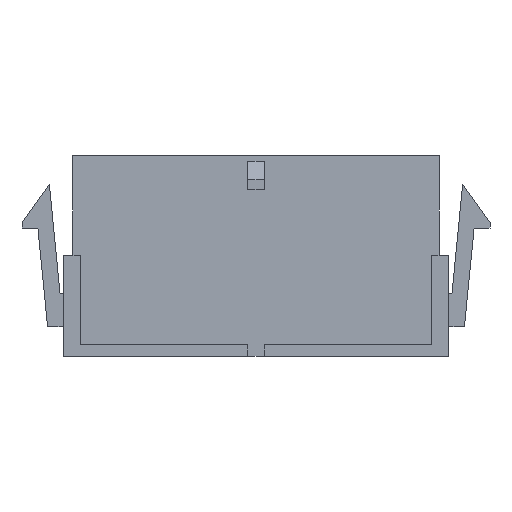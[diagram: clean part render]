
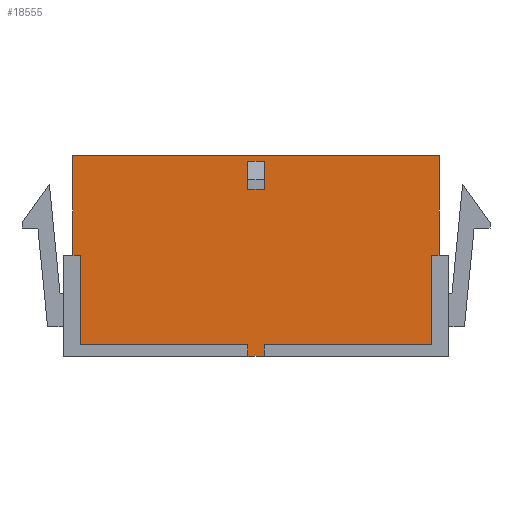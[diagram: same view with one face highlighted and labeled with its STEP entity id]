
A CAD part, front view. The second image highlights one B-rep face of the part: STEP entity #18555.
In plain terms, the highlighted planar face has unit normal (0, -1, 0).
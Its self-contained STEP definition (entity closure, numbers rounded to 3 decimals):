
#1678=ORIENTED_EDGE('',*,*,#6971,.T.);
#1679=ORIENTED_EDGE('',*,*,#6972,.T.);
#1680=ORIENTED_EDGE('',*,*,#6973,.F.);
#1681=ORIENTED_EDGE('',*,*,#6974,.F.);
#1682=ORIENTED_EDGE('',*,*,#6967,.T.);
#1683=ORIENTED_EDGE('',*,*,#5745,.T.);
#1684=ORIENTED_EDGE('',*,*,#6960,.F.);
#1685=ORIENTED_EDGE('',*,*,#6975,.F.);
#1686=ORIENTED_EDGE('',*,*,#6976,.T.);
#1687=ORIENTED_EDGE('',*,*,#6977,.T.);
#1688=ORIENTED_EDGE('',*,*,#6978,.T.);
#1689=ORIENTED_EDGE('',*,*,#6979,.F.);
#1690=ORIENTED_EDGE('',*,*,#6980,.F.);
#1691=ORIENTED_EDGE('',*,*,#6981,.F.);
#1692=ORIENTED_EDGE('',*,*,#6982,.T.);
#1693=ORIENTED_EDGE('',*,*,#6983,.T.);
#5745=EDGE_CURVE('',#8458,#8456,#10215,.T.);
#6960=EDGE_CURVE('',#9537,#8456,#11392,.T.);
#6967=EDGE_CURVE('',#9544,#8458,#11399,.T.);
#6971=EDGE_CURVE('',#9547,#9548,#11403,.T.);
#6972=EDGE_CURVE('',#9548,#9549,#11404,.T.);
#6973=EDGE_CURVE('',#9550,#9549,#11405,.T.);
#6974=EDGE_CURVE('',#9544,#9550,#11406,.T.);
#6975=EDGE_CURVE('',#9551,#9537,#11407,.T.);
#6976=EDGE_CURVE('',#9551,#9552,#11408,.T.);
#6977=EDGE_CURVE('',#9552,#9553,#11409,.T.);
#6978=EDGE_CURVE('',#9553,#9554,#11410,.T.);
#6979=EDGE_CURVE('',#9547,#9554,#11411,.T.);
#6980=EDGE_CURVE('',#9555,#9556,#11412,.T.);
#6981=EDGE_CURVE('',#9557,#9555,#11413,.T.);
#6982=EDGE_CURVE('',#9557,#9558,#11414,.T.);
#6983=EDGE_CURVE('',#9558,#9556,#11415,.T.);
#8456=VERTEX_POINT('',#25582);
#8458=VERTEX_POINT('',#25585);
#9537=VERTEX_POINT('',#28032);
#9544=VERTEX_POINT('',#28048);
#9547=VERTEX_POINT('',#28056);
#9548=VERTEX_POINT('',#28057);
#9549=VERTEX_POINT('',#28059);
#9550=VERTEX_POINT('',#28061);
#9551=VERTEX_POINT('',#28064);
#9552=VERTEX_POINT('',#28066);
#9553=VERTEX_POINT('',#28068);
#9554=VERTEX_POINT('',#28070);
#9555=VERTEX_POINT('',#28073);
#9556=VERTEX_POINT('',#28074);
#9557=VERTEX_POINT('',#28076);
#9558=VERTEX_POINT('',#28078);
#10215=LINE('',#25584,#12854);
#11392=LINE('',#28033,#14031);
#11399=LINE('',#28047,#14038);
#11403=LINE('',#28055,#14042);
#11404=LINE('',#28058,#14043);
#11405=LINE('',#28060,#14044);
#11406=LINE('',#28062,#14045);
#11407=LINE('',#28063,#14046);
#11408=LINE('',#28065,#14047);
#11409=LINE('',#28067,#14048);
#11410=LINE('',#28069,#14049);
#11411=LINE('',#28071,#14050);
#11412=LINE('',#28072,#14051);
#11413=LINE('',#28075,#14052);
#11414=LINE('',#28077,#14053);
#11415=LINE('',#28079,#14054);
#12854=VECTOR('',#20654,1000.);
#14031=VECTOR('',#22215,1000.);
#14038=VECTOR('',#22224,1000.);
#14042=VECTOR('',#22230,1000.);
#14043=VECTOR('',#22231,1000.);
#14044=VECTOR('',#22232,1000.);
#14045=VECTOR('',#22233,1000.);
#14046=VECTOR('',#22234,1000.);
#14047=VECTOR('',#22235,1000.);
#14048=VECTOR('',#22236,1000.);
#14049=VECTOR('',#22237,1000.);
#14050=VECTOR('',#22238,1000.);
#14051=VECTOR('',#22239,1000.);
#14052=VECTOR('',#22240,1000.);
#14053=VECTOR('',#22241,1000.);
#14054=VECTOR('',#22242,1000.);
#15538=EDGE_LOOP('',(#1678,#1679,#1680,#1681,#1682,#1683,#1684,#1685,#1686,
#1687,#1688,#1689));
#15539=EDGE_LOOP('',(#1690,#1691,#1692,#1693));
#16592=FACE_BOUND('',#15538,.T.);
#16593=FACE_BOUND('',#15539,.T.);
#17604=PLANE('',#19601);
#18555=ADVANCED_FACE('',(#16592,#16593),#17604,.T.);
#19601=AXIS2_PLACEMENT_3D('',#28054,#22228,#22229);
#20654=DIRECTION('',(-1.,0.,0.));
#22215=DIRECTION('',(0.,0.,1.));
#22224=DIRECTION('',(0.,0.,1.));
#22228=DIRECTION('',(0.,-1.,0.));
#22229=DIRECTION('',(0.,0.,-1.));
#22230=DIRECTION('',(0.,0.,1.));
#22231=DIRECTION('',(1.,0.,0.));
#22232=DIRECTION('',(0.,0.,-1.));
#22233=DIRECTION('',(-1.,0.,0.));
#22234=DIRECTION('',(-1.,0.,0.));
#22235=DIRECTION('',(0.,0.,-1.));
#22236=DIRECTION('',(1.,0.,0.));
#22237=DIRECTION('',(0.,0.,-1.));
#22238=DIRECTION('',(-1.,0.,0.));
#22239=DIRECTION('',(-1.,0.,0.));
#22240=DIRECTION('',(0.,0.,1.));
#22241=DIRECTION('',(-1.,0.,0.));
#22242=DIRECTION('',(0.,0.,1.));
#25582=CARTESIAN_POINT('',(-15.425,-3.425,8.45));
#25584=CARTESIAN_POINT('',(15.425,-3.425,8.45));
#25585=CARTESIAN_POINT('',(15.425,-3.425,8.45));
#28032=CARTESIAN_POINT('',(-15.425,-3.425,0.05));
#28033=CARTESIAN_POINT('',(-15.425,-3.425,-8.45));
#28047=CARTESIAN_POINT('',(15.425,-3.425,-8.45));
#28048=CARTESIAN_POINT('',(15.425,-3.425,0.05));
#28054=CARTESIAN_POINT('',(15.425,-3.425,-8.45));
#28055=CARTESIAN_POINT('',(0.7,-3.425,-8.45));
#28056=CARTESIAN_POINT('',(0.7,-3.425,-8.45));
#28057=CARTESIAN_POINT('',(0.7,-3.425,-7.45));
#28058=CARTESIAN_POINT('',(0.7,-3.425,-7.45));
#28059=CARTESIAN_POINT('',(14.775,-3.425,-7.45));
#28060=CARTESIAN_POINT('',(14.775,-3.425,0.05));
#28061=CARTESIAN_POINT('',(14.775,-3.425,0.05));
#28062=CARTESIAN_POINT('',(15.425,-3.425,0.05));
#28063=CARTESIAN_POINT('',(-14.775,-3.425,0.05));
#28064=CARTESIAN_POINT('',(-14.775,-3.425,0.05));
#28065=CARTESIAN_POINT('',(-14.775,-3.425,0.05));
#28066=CARTESIAN_POINT('',(-14.775,-3.425,-7.45));
#28067=CARTESIAN_POINT('',(-14.775,-3.425,-7.45));
#28068=CARTESIAN_POINT('',(-0.7,-3.425,-7.45));
#28069=CARTESIAN_POINT('',(-0.7,-3.425,-7.45));
#28070=CARTESIAN_POINT('',(-0.7,-3.425,-8.45));
#28071=CARTESIAN_POINT('',(15.425,-3.425,-8.45));
#28072=CARTESIAN_POINT('',(0.7,-3.425,7.95));
#28073=CARTESIAN_POINT('',(0.7,-3.425,7.95));
#28074=CARTESIAN_POINT('',(-0.7,-3.425,7.95));
#28075=CARTESIAN_POINT('',(0.7,-3.425,5.75));
#28076=CARTESIAN_POINT('',(0.7,-3.425,5.75));
#28077=CARTESIAN_POINT('',(0.7,-3.425,5.75));
#28078=CARTESIAN_POINT('',(-0.7,-3.425,5.75));
#28079=CARTESIAN_POINT('',(-0.7,-3.425,5.75));
